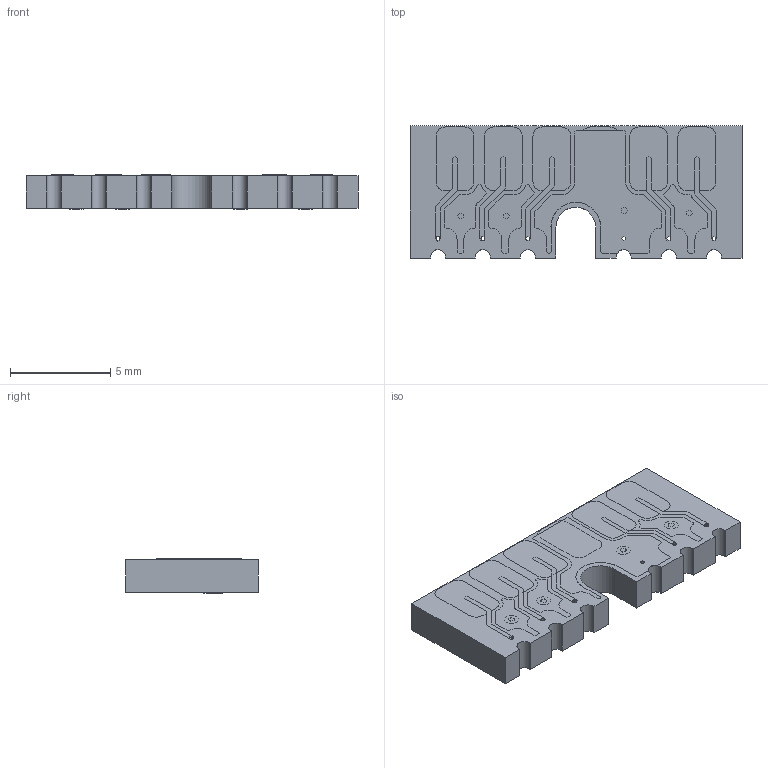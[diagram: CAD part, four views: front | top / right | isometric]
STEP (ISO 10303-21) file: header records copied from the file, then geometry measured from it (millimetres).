
FILE_DESCRIPTION(('FreeCAD Model'),'2;1');
FILE_NAME('Open CASCADE Shape Model','2021-08-29T03:13:28',('Author'),( ''),'Open CASCADE STEP processor 7.4','FreeCAD','Unknown');
FILE_SCHEMA(('AUTOMOTIVE_DESIGN { 1 0 10303 214 1 1 1 1 }'));
Length unit declared in the file: millimetre
Products named in the file (7): WiiComp_Sub; Board_Geoms_7a3d; Local_CS_7a3d; Pcb_7a3d; PCB_Sketch_7a3d; topTracks_7a3d; botTracks_7a3d
Assembly tree (6 placements, depth 3):
  WiiComp_Sub
    Board_Geoms_7a3d
      Local_CS_7a3d
      Pcb_7a3d
      PCB_Sketch_7a3d
      topTracks_7a3d
      botTracks_7a3d
Bounding box: 16.6 x 6.61 x 1.7 mm (x, y, z)
Volume: 165.4 mm3; surface area: 451.8 mm2
Topology: 1 solids, 25 shells, 58 faces, 1139 edges, 1115 vertices
Faces by surface type: plane 39, cylinder 19
Full cylindrical faces by diameter (mm): 0.2 x6
Entity records: 10137 total; most frequent: CARTESIAN_POINT 2319, DIRECTION 1308, ORIENTED_EDGE 1227, EDGE_CURVE 1131, LINE 1100, VECTOR 1100, VERTEX_POINT 1099, AXIS2_PLACEMENT_3D 104
